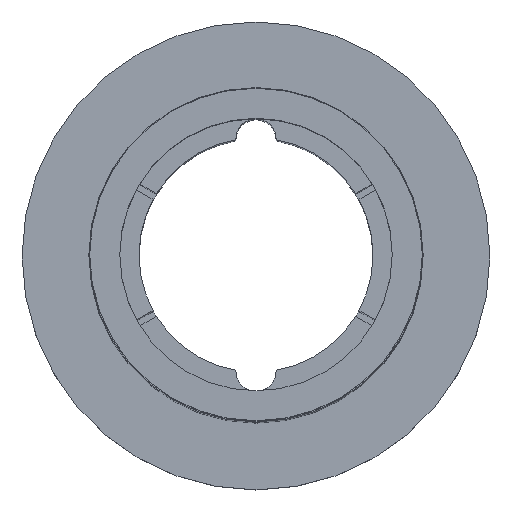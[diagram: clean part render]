
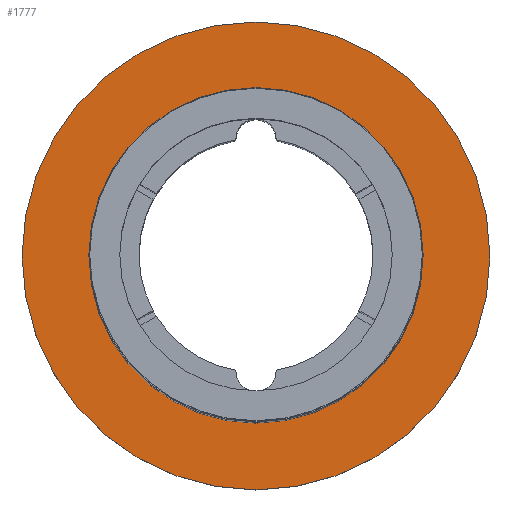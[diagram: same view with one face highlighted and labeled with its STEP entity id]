
A CAD part, top view. The second image highlights one B-rep face of the part: STEP entity #1777.
In plain terms, the highlighted planar face has unit normal (0, 0, 1).
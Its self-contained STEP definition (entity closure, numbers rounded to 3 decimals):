
#50 = AXIS2_PLACEMENT_3D ( 'NONE', #1522, #1681, #1347 ) ;
#96 = AXIS2_PLACEMENT_3D ( 'NONE', #606, #423, #1795 ) ;
#174 = AXIS2_PLACEMENT_3D ( 'NONE', #592, #1496, #1510 ) ;
#219 = PLANE ( 'NONE',  #504 ) ;
#272 = VERTEX_POINT ( 'NONE', #1331 ) ;
#370 = CIRCLE ( 'NONE', #96, 10. ) ;
#423 = DIRECTION ( 'NONE',  ( 0., 0., 1. ) ) ;
#485 = EDGE_CURVE ( 'NONE', #1895, #1003, #1093, .T. ) ;
#499 = CIRCLE ( 'NONE', #743, 10. ) ;
#504 = AXIS2_PLACEMENT_3D ( 'NONE', #1902, #693, #849 ) ;
#592 = CARTESIAN_POINT ( 'NONE',  ( 0., 0., -49. ) ) ;
#606 = CARTESIAN_POINT ( 'NONE',  ( 0., 0., -49. ) ) ;
#621 = CARTESIAN_POINT ( 'NONE',  ( 14., 0., -49. ) ) ;
#693 = DIRECTION ( 'NONE',  ( 0., 0., -1. ) ) ;
#712 = EDGE_LOOP ( 'NONE', ( #1658, #1892 ) ) ;
#743 = AXIS2_PLACEMENT_3D ( 'NONE', #1410, #1564, #1712 ) ;
#754 = CIRCLE ( 'NONE', #174, 14. ) ;
#849 = DIRECTION ( 'NONE',  ( -1., 0., 0. ) ) ;
#898 = EDGE_CURVE ( 'NONE', #1945, #272, #499, .T. ) ;
#992 = FACE_BOUND ( 'NONE', #712, .T. ) ;
#1003 = VERTEX_POINT ( 'NONE', #1290 ) ;
#1093 = CIRCLE ( 'NONE', #50, 14. ) ;
#1222 = ORIENTED_EDGE ( 'NONE', *, *, #1553, .T. ) ;
#1290 = CARTESIAN_POINT ( 'NONE',  ( -14., 0., -49. ) ) ;
#1297 = FACE_OUTER_BOUND ( 'NONE', #1482, .T. ) ;
#1331 = CARTESIAN_POINT ( 'NONE',  ( -10., 0., -49. ) ) ;
#1347 = DIRECTION ( 'NONE',  ( 1., 0., 0. ) ) ;
#1410 = CARTESIAN_POINT ( 'NONE',  ( 0., 0., -49. ) ) ;
#1482 = EDGE_LOOP ( 'NONE', ( #1820, #1222 ) ) ;
#1496 = DIRECTION ( 'NONE',  ( 0., 0., 1. ) ) ;
#1510 = DIRECTION ( 'NONE',  ( 1., 0., 0. ) ) ;
#1522 = CARTESIAN_POINT ( 'NONE',  ( 0., 0., -49. ) ) ;
#1523 = EDGE_CURVE ( 'NONE', #272, #1945, #370, .T. ) ;
#1551 = CARTESIAN_POINT ( 'NONE',  ( 10., 0., -49. ) ) ;
#1553 = EDGE_CURVE ( 'NONE', #1003, #1895, #754, .T. ) ;
#1564 = DIRECTION ( 'NONE',  ( 0., 0., 1. ) ) ;
#1658 = ORIENTED_EDGE ( 'NONE', *, *, #898, .F. ) ;
#1681 = DIRECTION ( 'NONE',  ( 0., 0., 1. ) ) ;
#1712 = DIRECTION ( 'NONE',  ( 1., 0., 0. ) ) ;
#1777 = ADVANCED_FACE ( 'NONE', ( #992, #1297 ), #219, .F. ) ;
#1795 = DIRECTION ( 'NONE',  ( 1., 0., 0. ) ) ;
#1820 = ORIENTED_EDGE ( 'NONE', *, *, #485, .T. ) ;
#1892 = ORIENTED_EDGE ( 'NONE', *, *, #1523, .F. ) ;
#1895 = VERTEX_POINT ( 'NONE', #621 ) ;
#1902 = CARTESIAN_POINT ( 'NONE',  ( 0., 10., -49. ) ) ;
#1945 = VERTEX_POINT ( 'NONE', #1551 ) ;
